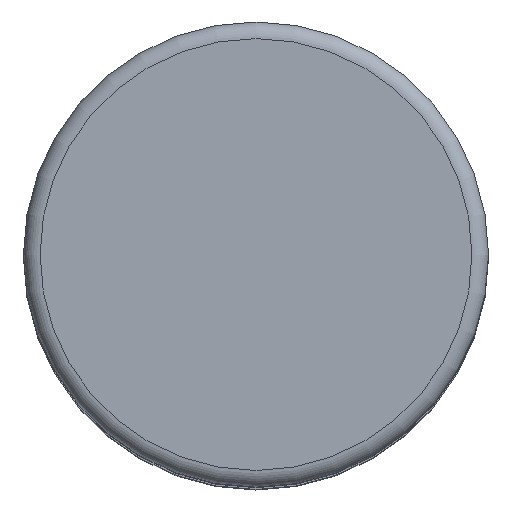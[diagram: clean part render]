
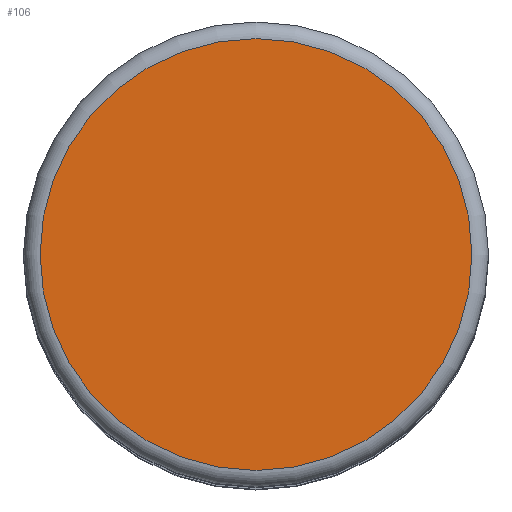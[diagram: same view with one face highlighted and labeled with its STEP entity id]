
A CAD part, top view. The second image highlights one B-rep face of the part: STEP entity #106.
In plain terms, the highlighted planar face has unit normal (0, 0, 1).
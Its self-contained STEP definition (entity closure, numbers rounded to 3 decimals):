
#97=FACE_OUTER_BOUND('',#135,.T.);
#100=PLANE('',#194);
#106=ADVANCED_FACE('',(#97),#100,.T.);
#135=EDGE_LOOP('',(#151));
#151=ORIENTED_EDGE('',*,*,#173,.T.);
#165=VERTEX_POINT('',#252);
#173=EDGE_CURVE('',#165,#165,#181,.T.);
#181=CIRCLE('',#193,6.5);
#193=AXIS2_PLACEMENT_3D('',#251,#219,#220);
#194=AXIS2_PLACEMENT_3D('',#253,#221,#222);
#219=DIRECTION('',(0.,0.,1.));
#220=DIRECTION('',(1.,0.,0.));
#221=DIRECTION('',(0.,0.,1.));
#222=DIRECTION('',(1.,0.,0.));
#251=CARTESIAN_POINT('',(0.,0.,51.));
#252=CARTESIAN_POINT('',(6.5,0.,51.));
#253=CARTESIAN_POINT('',(0.,0.,51.));
